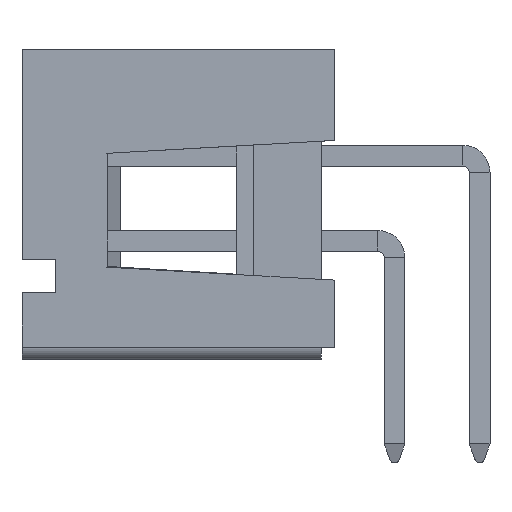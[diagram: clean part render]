
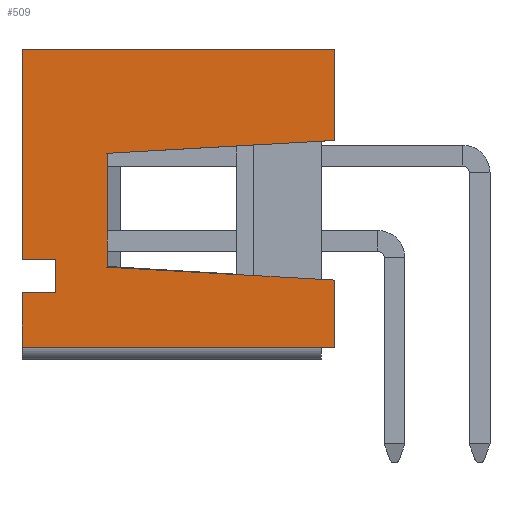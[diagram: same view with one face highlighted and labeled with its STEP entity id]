
A CAD part, left-side view. The second image highlights one B-rep face of the part: STEP entity #509.
In plain terms, the highlighted planar face has unit normal (-1, 0, 0).
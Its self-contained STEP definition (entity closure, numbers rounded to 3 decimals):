
#509=ADVANCED_FACE('45',(#1279),#1280,.T.);
#1279=FACE_OUTER_BOUND('',#2466,.T.);
#1280=PLANE('',#2467);
#2466=EDGE_LOOP('',(#4659,#4660,#4661,#4662,#4663,#4664,#4665,#4666,#4667,#4668,#4669,#4670));
#2467=AXIS2_PLACEMENT_3D('',#4671,#4672,#4673);
#4659=ORIENTED_EDGE('',*,*,#8175,.T.);
#4660=ORIENTED_EDGE('',*,*,#8176,.F.);
#4661=ORIENTED_EDGE('',*,*,#7736,.F.);
#4662=ORIENTED_EDGE('',*,*,#8177,.T.);
#4663=ORIENTED_EDGE('',*,*,#8178,.F.);
#4664=ORIENTED_EDGE('',*,*,#8179,.F.);
#4665=ORIENTED_EDGE('',*,*,#7707,.F.);
#4666=ORIENTED_EDGE('',*,*,#7688,.T.);
#4667=ORIENTED_EDGE('',*,*,#8180,.T.);
#4668=ORIENTED_EDGE('',*,*,#8181,.F.);
#4669=ORIENTED_EDGE('',*,*,#8182,.F.);
#4670=ORIENTED_EDGE('',*,*,#8174,.F.);
#4671=CARTESIAN_POINT('',(4.611,3.28,-4.415));
#4672=DIRECTION('',(-1.0,0.0,0.0));
#4673=DIRECTION('',(0.0,0.0,1.0));
#7688=EDGE_CURVE('28',#9021,#9019,#9022,.T.);
#7707=EDGE_CURVE('239',#9021,#9054,#9055,.T.);
#7736=EDGE_CURVE('240',#9110,#9112,#9113,.T.);
#8174=EDGE_CURVE('402',#9829,#9822,#9831,.T.);
#8175=EDGE_CURVE('300',#9829,#9832,#9833,.T.);
#8176=EDGE_CURVE('37',#9112,#9832,#9834,.T.);
#8177=EDGE_CURVE('225',#9110,#9835,#9836,.T.);
#8178=EDGE_CURVE('224',#9837,#9835,#9838,.T.);
#8179=EDGE_CURVE('223',#9054,#9837,#9839,.T.);
#8180=EDGE_CURVE('299',#9019,#9840,#9841,.T.);
#8181=EDGE_CURVE('404',#9842,#9840,#9843,.T.);
#8182=EDGE_CURVE('403',#9822,#9842,#9844,.T.);
#9019=VERTEX_POINT('',#11123);
#9021=VERTEX_POINT('',#11126);
#9022=LINE('',#11127,#11128);
#9054=VERTEX_POINT('',#11174);
#9055=LINE('',#11175,#11176);
#9110=VERTEX_POINT('',#11258);
#9112=VERTEX_POINT('',#11261);
#9113=LINE('',#11262,#11263);
#9822=VERTEX_POINT('',#12921);
#9829=VERTEX_POINT('',#12932);
#9831=LINE('',#12935,#12936);
#9832=VERTEX_POINT('',#12937);
#9833=LINE('',#12938,#12939);
#9834=LINE('',#12940,#12941);
#9835=VERTEX_POINT('',#12942);
#9836=LINE('',#12943,#12944);
#9837=VERTEX_POINT('',#12945);
#9838=LINE('',#12946,#12947);
#9839=LINE('',#12948,#12949);
#9840=VERTEX_POINT('',#12950);
#9841=LINE('',#12951,#12952);
#9842=VERTEX_POINT('',#12953);
#9843=LINE('',#12954,#12955);
#9844=LINE('',#12956,#12957);
#11123=CARTESIAN_POINT('',(4.611,-6.04,-4.415));
#11126=CARTESIAN_POINT('',(4.611,3.28,-4.415));
#11127=CARTESIAN_POINT('',(4.611,3.28,-4.415));
#11128=VECTOR('',#15670,9.32);
#11174=CARTESIAN_POINT('',(4.611,3.28,-2.795));
#11175=CARTESIAN_POINT('',(4.611,3.28,-4.415));
#11176=VECTOR('',#15697,1.62);
#11258=CARTESIAN_POINT('',(4.611,3.28,-1.795));
#11261=CARTESIAN_POINT('',(4.611,3.28,4.475));
#11262=CARTESIAN_POINT('',(4.611,3.28,-1.795));
#11263=VECTOR('',#15726,6.27);
#12921=CARTESIAN_POINT('',(4.611,0.73,1.37));
#12932=CARTESIAN_POINT('',(4.611,-6.04,1.755));
#12935=CARTESIAN_POINT('',(4.611,-6.04,1.755));
#12936=VECTOR('',#16107,6.781);
#12937=CARTESIAN_POINT('',(4.611,-6.04,4.475));
#12938=CARTESIAN_POINT('',(4.611,-6.04,1.755));
#12939=VECTOR('',#16108,2.72);
#12940=CARTESIAN_POINT('',(4.611,3.28,4.475));
#12941=VECTOR('',#16109,9.32);
#12942=CARTESIAN_POINT('',(4.611,2.28,-1.795));
#12943=CARTESIAN_POINT('',(4.611,3.28,-1.795));
#12944=VECTOR('',#16110,1.0);
#12945=CARTESIAN_POINT('',(4.611,2.28,-2.795));
#12946=CARTESIAN_POINT('',(4.611,2.28,-2.795));
#12947=VECTOR('',#16111,1.0);
#12948=CARTESIAN_POINT('',(4.611,3.28,-2.795));
#12949=VECTOR('',#16112,1.0);
#12950=CARTESIAN_POINT('',(4.611,-6.04,-2.415));
#12951=CARTESIAN_POINT('',(4.611,-6.04,-4.415));
#12952=VECTOR('',#16113,2.0);
#12953=CARTESIAN_POINT('',(4.611,0.73,-2.03));
#12954=CARTESIAN_POINT('',(4.611,0.73,-2.03));
#12955=VECTOR('',#16114,6.781);
#12956=CARTESIAN_POINT('',(4.611,0.73,1.37));
#12957=VECTOR('',#16115,3.4);
#15670=DIRECTION('',(0.0,-1.0,0.0));
#15697=DIRECTION('',(0.0,0.0,1.0));
#15726=DIRECTION('',(0.0,0.0,1.0));
#16107=DIRECTION('',(0.0,0.998,-0.057));
#16108=DIRECTION('',(0.0,0.0,1.0));
#16109=DIRECTION('',(0.0,-1.0,0.0));
#16110=DIRECTION('',(0.0,-1.0,0.0));
#16111=DIRECTION('',(0.0,0.0,1.0));
#16112=DIRECTION('',(0.0,-1.0,0.0));
#16113=DIRECTION('',(0.0,0.0,1.0));
#16114=DIRECTION('',(0.0,-0.998,-0.057));
#16115=DIRECTION('',(0.0,0.0,-1.0));
